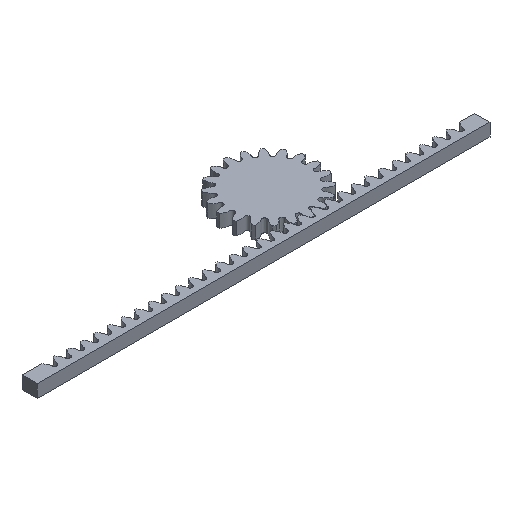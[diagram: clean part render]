
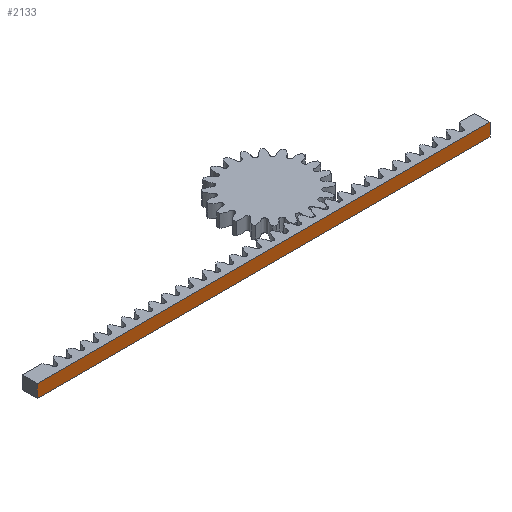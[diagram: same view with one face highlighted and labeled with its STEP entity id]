
A CAD part, isometric view. The second image highlights one B-rep face of the part: STEP entity #2133.
In plain terms, the highlighted planar face has unit normal (0, -1, 0).
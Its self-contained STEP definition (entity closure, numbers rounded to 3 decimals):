
#131=PLANE('',#2294);
#241=FACE_OUTER_BOUND('',#351,.T.);
#351=EDGE_LOOP('',(#1966,#1967,#1968,#1969));
#455=LINE('',#14453,#631);
#523=LINE('',#14675,#699);
#527=LINE('',#14796,#703);
#528=LINE('',#14798,#704);
#631=VECTOR('',#2532,10.);
#699=VECTOR('',#2662,10.);
#703=VECTOR('',#2672,10.);
#704=VECTOR('',#2675,10.);
#1009=VERTEX_POINT('',#14450);
#1010=VERTEX_POINT('',#14452);
#1018=VERTEX_POINT('',#14672);
#1019=VERTEX_POINT('',#14674);
#1262=EDGE_CURVE('',#1009,#1010,#455,.T.);
#1332=EDGE_CURVE('',#1018,#1019,#523,.T.);
#1336=EDGE_CURVE('',#1018,#1010,#527,.T.);
#1337=EDGE_CURVE('',#1019,#1009,#528,.T.);
#1966=ORIENTED_EDGE('',*,*,#1332,.F.);
#1967=ORIENTED_EDGE('',*,*,#1336,.T.);
#1968=ORIENTED_EDGE('',*,*,#1262,.F.);
#1969=ORIENTED_EDGE('',*,*,#1337,.F.);
#2133=ADVANCED_FACE('',(#241),#131,.T.);
#2294=AXIS2_PLACEMENT_3D('',#14797,#2673,#2674);
#2532=DIRECTION('',(-1.,0.,0.));
#2662=DIRECTION('',(1.,0.,0.));
#2672=DIRECTION('',(0.,0.,-1.));
#2673=DIRECTION('center_axis',(0.,-1.,0.));
#2674=DIRECTION('ref_axis',(-1.,0.,0.));
#2675=DIRECTION('',(0.,0.,-1.));
#14450=CARTESIAN_POINT('',(198.246,14.827,-6.));
#14452=CARTESIAN_POINT('',(-11.754,14.827,-6.));
#14453=CARTESIAN_POINT('',(-11.754,14.827,-6.));
#14672=CARTESIAN_POINT('',(-11.754,14.827,0.));
#14674=CARTESIAN_POINT('',(198.246,14.827,0.));
#14675=CARTESIAN_POINT('',(-11.754,14.827,0.));
#14796=CARTESIAN_POINT('',(-11.754,14.827,0.));
#14797=CARTESIAN_POINT('Origin',(198.246,14.827,0.));
#14798=CARTESIAN_POINT('',(198.246,14.827,0.));
